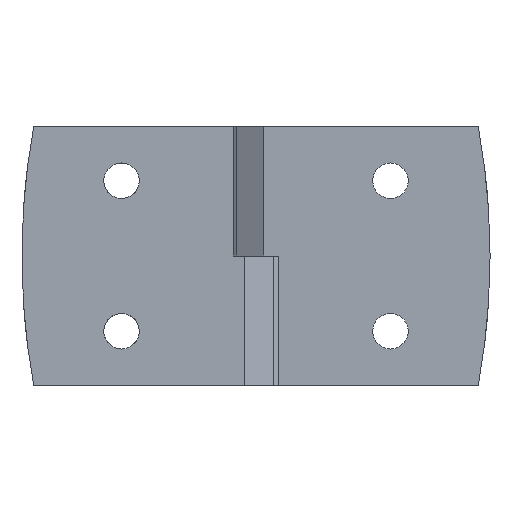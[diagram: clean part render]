
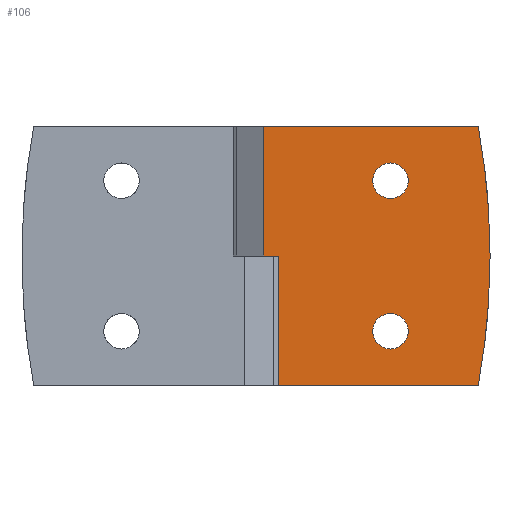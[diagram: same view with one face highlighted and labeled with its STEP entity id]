
A CAD part, front view. The second image highlights one B-rep face of the part: STEP entity #106.
In plain terms, the highlighted planar face has unit normal (0, -1, 0).
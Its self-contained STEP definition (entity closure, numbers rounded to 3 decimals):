
#106 = ADVANCED_FACE( '', ( #216, #217, #218 ), #219, .F. );
#216 = FACE_BOUND( '', #358, .T. );
#217 = FACE_BOUND( '', #359, .T. );
#218 = FACE_OUTER_BOUND( '', #360, .T. );
#219 = PLANE( '', #361 );
#358 = EDGE_LOOP( '', ( #498 ) );
#359 = EDGE_LOOP( '', ( #499 ) );
#360 = EDGE_LOOP( '', ( #500, #501, #502, #503, #504, #505, #506, #507 ) );
#361 = AXIS2_PLACEMENT_3D( '', #508, #509, #510 );
#498 = ORIENTED_EDGE( '', *, *, #788, .T. );
#499 = ORIENTED_EDGE( '', *, *, #789, .T. );
#500 = ORIENTED_EDGE( '', *, *, #790, .T. );
#501 = ORIENTED_EDGE( '', *, *, #791, .T. );
#502 = ORIENTED_EDGE( '', *, *, #779, .F. );
#503 = ORIENTED_EDGE( '', *, *, #786, .T. );
#504 = ORIENTED_EDGE( '', *, *, #792, .F. );
#505 = ORIENTED_EDGE( '', *, *, #793, .T. );
#506 = ORIENTED_EDGE( '', *, *, #794, .T. );
#507 = ORIENTED_EDGE( '', *, *, #795, .T. );
#508 = CARTESIAN_POINT( '', ( 1.4, -9., 24. ) );
#509 = DIRECTION( '', ( 0., 1., 0. ) );
#510 = DIRECTION( '', ( 0., 0., 1. ) );
#779 = EDGE_CURVE( '', #891, #892, #893, .T. );
#786 = EDGE_CURVE( '', #891, #902, #904, .F. );
#788 = EDGE_CURVE( '', #906, #906, #907, .T. );
#789 = EDGE_CURVE( '', #908, #908, #909, .T. );
#790 = EDGE_CURVE( '', #910, #911, #912, .T. );
#791 = EDGE_CURVE( '', #911, #892, #913, .F. );
#792 = EDGE_CURVE( '', #914, #902, #915, .T. );
#793 = EDGE_CURVE( '', #914, #916, #917, .T. );
#794 = EDGE_CURVE( '', #916, #918, #919, .T. );
#795 = EDGE_CURVE( '', #918, #910, #920, .T. );
#891 = VERTEX_POINT( '', #1059 );
#892 = VERTEX_POINT( '', #1060 );
#893 = LINE( '', #1061, #1062 );
#902 = VERTEX_POINT( '', #1079 );
#904 = CIRCLE( '', #1082, 133.512 );
#906 = VERTEX_POINT( '', #1084 );
#907 = CIRCLE( '', #1085, 3.3 );
#908 = VERTEX_POINT( '', #1086 );
#909 = CIRCLE( '', #1087, 3.3 );
#910 = VERTEX_POINT( '', #1088 );
#911 = VERTEX_POINT( '', #1089 );
#912 = LINE( '', #1090, #1091 );
#913 = CIRCLE( '', #1092, 133.512 );
#914 = VERTEX_POINT( '', #1093 );
#915 = LINE( '', #1094, #1095 );
#916 = VERTEX_POINT( '', #1096 );
#917 = LINE( '', #1097, #1098 );
#918 = VERTEX_POINT( '', #1099 );
#919 = LINE( '', #1100, #1101 );
#920 = LINE( '', #1102, #1103 );
#1059 = CARTESIAN_POINT( '', ( 43.5, -9., 0.517 ) );
#1060 = CARTESIAN_POINT( '', ( 43.5, -9., -0.517 ) );
#1061 = CARTESIAN_POINT( '', ( 43.5, -9., 24. ) );
#1062 = VECTOR( '', #1614, 1000. );
#1079 = CARTESIAN_POINT( '', ( 41.326, -9., 24. ) );
#1082 = AXIS2_PLACEMENT_3D( '', #1619, #1620, #1621 );
#1084 = CARTESIAN_POINT( '', ( 25., -9., -10.7 ) );
#1085 = AXIS2_PLACEMENT_3D( '', #1622, #1623, #1624 );
#1086 = CARTESIAN_POINT( '', ( 25., -9., 17.3 ) );
#1087 = AXIS2_PLACEMENT_3D( '', #1625, #1626, #1627 );
#1088 = CARTESIAN_POINT( '', ( 4.2, -9., -24. ) );
#1089 = CARTESIAN_POINT( '', ( 41.326, -9., -24. ) );
#1090 = CARTESIAN_POINT( '', ( 1.4, -9., -24. ) );
#1091 = VECTOR( '', #1628, 1000. );
#1092 = AXIS2_PLACEMENT_3D( '', #1629, #1630, #1631 );
#1093 = CARTESIAN_POINT( '', ( 1.4, -9., 24. ) );
#1094 = CARTESIAN_POINT( '', ( 1.4, -9., 24. ) );
#1095 = VECTOR( '', #1632, 1000. );
#1096 = CARTESIAN_POINT( '', ( 1.4, -9., 0. ) );
#1097 = CARTESIAN_POINT( '', ( 1.4, -9., 24. ) );
#1098 = VECTOR( '', #1633, 1000. );
#1099 = CARTESIAN_POINT( '', ( 4.2, -9., 0. ) );
#1100 = CARTESIAN_POINT( '', ( 1.4, -9., 0. ) );
#1101 = VECTOR( '', #1634, 1000. );
#1102 = CARTESIAN_POINT( '', ( 4.2, -9., 24. ) );
#1103 = VECTOR( '', #1635, 1000. );
#1614 = DIRECTION( '', ( 0., 0., -1. ) );
#1619 = CARTESIAN_POINT( '', ( -90.011, -9., 0. ) );
#1620 = DIRECTION( '', ( 0., 1., 0. ) );
#1621 = DIRECTION( '', ( 0., 0., 1. ) );
#1622 = CARTESIAN_POINT( '', ( 25., -9., -14. ) );
#1623 = DIRECTION( '', ( 0., 1., 0. ) );
#1624 = DIRECTION( '', ( 0., 0., 1. ) );
#1625 = CARTESIAN_POINT( '', ( 25., -9., 14. ) );
#1626 = DIRECTION( '', ( 0., 1., 0. ) );
#1627 = DIRECTION( '', ( 0., 0., 1. ) );
#1628 = DIRECTION( '', ( 1., 0., 0. ) );
#1629 = CARTESIAN_POINT( '', ( -90.011, -9., 0. ) );
#1630 = DIRECTION( '', ( 0., 1., 0. ) );
#1631 = DIRECTION( '', ( 0., 0., 1. ) );
#1632 = DIRECTION( '', ( 1., 0., 0. ) );
#1633 = DIRECTION( '', ( 0., 0., -1. ) );
#1634 = DIRECTION( '', ( 1., 0., 0. ) );
#1635 = DIRECTION( '', ( 0., 0., -1. ) );
